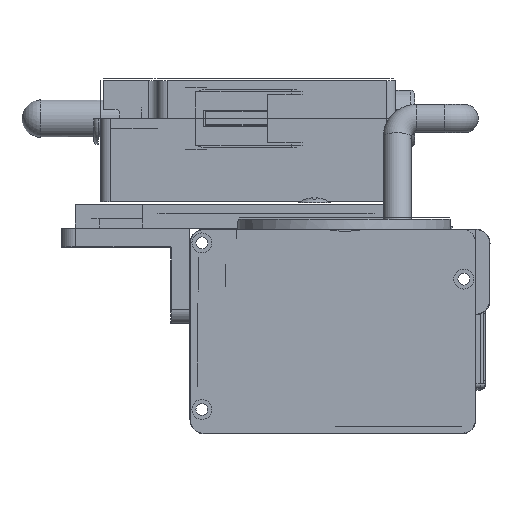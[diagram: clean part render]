
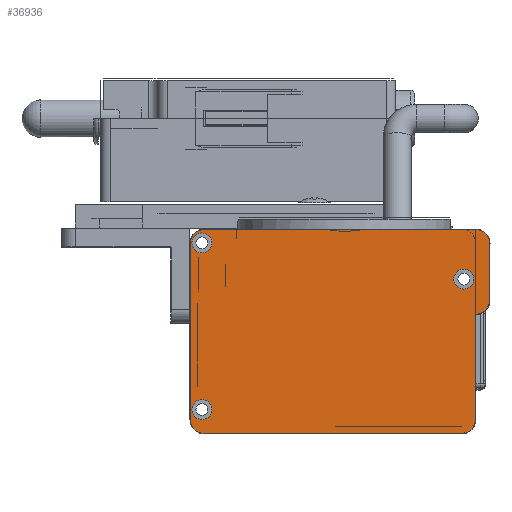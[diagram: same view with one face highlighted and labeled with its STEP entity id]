
A CAD part, front view. The second image highlights one B-rep face of the part: STEP entity #36936.
In plain terms, the highlighted planar face has unit normal (0, -1, 0).
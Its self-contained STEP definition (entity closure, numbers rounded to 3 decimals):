
#821=FACE_BOUND('',#5422,.T.);
#822=FACE_BOUND('',#5423,.T.);
#823=FACE_BOUND('',#5424,.T.);
#2055=PLANE('',#39278);
#3641=FACE_OUTER_BOUND('',#5421,.T.);
#5421=EDGE_LOOP('',(#33515,#33516,#33517,#33518,#33519,#33520,#33521,#33522,
#33523,#33524));
#5422=EDGE_LOOP('',(#33525));
#5423=EDGE_LOOP('',(#33526));
#5424=EDGE_LOOP('',(#33527));
#6302=CIRCLE('',#39279,2.9);
#6303=CIRCLE('',#39280,2.9);
#6304=CIRCLE('',#39281,2.9);
#6305=CIRCLE('',#39282,2.9);
#6306=CIRCLE('',#39283,2.9);
#6307=CIRCLE('',#39284,2.1);
#6308=CIRCLE('',#39285,2.1);
#6309=CIRCLE('',#39286,2.1);
#10202=LINE('',#59681,#14687);
#10203=LINE('',#59685,#14688);
#10204=LINE('',#59689,#14689);
#10205=LINE('',#59693,#14690);
#10206=LINE('',#59696,#14691);
#14687=VECTOR('',#47493,12.);
#14688=VECTOR('',#47496,57.);
#14689=VECTOR('',#47499,37.);
#14690=VECTOR('',#47502,54.);
#14691=VECTOR('',#47505,22.102);
#18443=VERTEX_POINT('',#59677);
#18444=VERTEX_POINT('',#59678);
#18445=VERTEX_POINT('',#59680);
#18446=VERTEX_POINT('',#59682);
#18447=VERTEX_POINT('',#59684);
#18448=VERTEX_POINT('',#59686);
#18449=VERTEX_POINT('',#59688);
#18450=VERTEX_POINT('',#59690);
#18451=VERTEX_POINT('',#59692);
#18452=VERTEX_POINT('',#59694);
#18453=VERTEX_POINT('',#59697);
#18454=VERTEX_POINT('',#59699);
#18455=VERTEX_POINT('',#59701);
#23976=EDGE_CURVE('',#18443,#18444,#6302,.T.);
#23977=EDGE_CURVE('',#18444,#18445,#10202,.T.);
#23978=EDGE_CURVE('',#18445,#18446,#6303,.T.);
#23979=EDGE_CURVE('',#18446,#18447,#10203,.T.);
#23980=EDGE_CURVE('',#18447,#18448,#6304,.T.);
#23981=EDGE_CURVE('',#18448,#18449,#10204,.T.);
#23982=EDGE_CURVE('',#18449,#18450,#6305,.T.);
#23983=EDGE_CURVE('',#18450,#18451,#10205,.T.);
#23984=EDGE_CURVE('',#18451,#18452,#6306,.T.);
#23985=EDGE_CURVE('',#18452,#18443,#10206,.T.);
#23986=EDGE_CURVE('',#18453,#18453,#6307,.T.);
#23987=EDGE_CURVE('',#18454,#18454,#6308,.T.);
#23988=EDGE_CURVE('',#18455,#18455,#6309,.T.);
#33515=ORIENTED_EDGE('',*,*,#23976,.T.);
#33516=ORIENTED_EDGE('',*,*,#23977,.T.);
#33517=ORIENTED_EDGE('',*,*,#23978,.T.);
#33518=ORIENTED_EDGE('',*,*,#23979,.T.);
#33519=ORIENTED_EDGE('',*,*,#23980,.T.);
#33520=ORIENTED_EDGE('',*,*,#23981,.T.);
#33521=ORIENTED_EDGE('',*,*,#23982,.T.);
#33522=ORIENTED_EDGE('',*,*,#23983,.T.);
#33523=ORIENTED_EDGE('',*,*,#23984,.T.);
#33524=ORIENTED_EDGE('',*,*,#23985,.T.);
#33525=ORIENTED_EDGE('',*,*,#23986,.F.);
#33526=ORIENTED_EDGE('',*,*,#23987,.F.);
#33527=ORIENTED_EDGE('',*,*,#23988,.F.);
#36936=ADVANCED_FACE('',(#3641,#821,#822,#823),#2055,.F.);
#39278=AXIS2_PLACEMENT_3D('',#59676,#47489,#47490);
#39279=AXIS2_PLACEMENT_3D('',#59679,#47491,#47492);
#39280=AXIS2_PLACEMENT_3D('',#59683,#47494,#47495);
#39281=AXIS2_PLACEMENT_3D('',#59687,#47497,#47498);
#39282=AXIS2_PLACEMENT_3D('',#59691,#47500,#47501);
#39283=AXIS2_PLACEMENT_3D('',#59695,#47503,#47504);
#39284=AXIS2_PLACEMENT_3D('',#59698,#47506,#47507);
#39285=AXIS2_PLACEMENT_3D('',#59700,#47508,#47509);
#39286=AXIS2_PLACEMENT_3D('',#59702,#47510,#47511);
#47489=DIRECTION('center_axis',(0.,1.,0.));
#47490=DIRECTION('ref_axis',(-1.,0.,0.));
#47491=DIRECTION('center_axis',(0.,-1.,0.));
#47492=DIRECTION('ref_axis',(0.707,0.,-0.707));
#47493=DIRECTION('',(0.,0.,1.));
#47494=DIRECTION('center_axis',(0.,-1.,0.));
#47495=DIRECTION('ref_axis',(0.707,0.,0.707));
#47496=DIRECTION('',(-1.,0.,0.));
#47497=DIRECTION('center_axis',(0.,-1.,0.));
#47498=DIRECTION('ref_axis',(-0.707,0.,0.707));
#47499=DIRECTION('',(0.,0.,-1.));
#47500=DIRECTION('center_axis',(0.,-1.,0.));
#47501=DIRECTION('ref_axis',(-0.707,0.,-0.707));
#47502=DIRECTION('',(1.,0.,0.));
#47503=DIRECTION('center_axis',(0.,-1.,0.));
#47504=DIRECTION('ref_axis',(0.707,0.,-0.707));
#47505=DIRECTION('',(0.,0.,1.));
#47506=DIRECTION('center_axis',(0.,-1.,0.));
#47507=DIRECTION('ref_axis',(-1.,0.,0.));
#47508=DIRECTION('center_axis',(0.,-1.,0.));
#47509=DIRECTION('ref_axis',(-1.,0.,0.));
#47510=DIRECTION('center_axis',(0.,-1.,0.));
#47511=DIRECTION('ref_axis',(-1.,0.,0.));
#59676=CARTESIAN_POINT('Origin',(-0.1,-52.,20.4));
#59677=CARTESIAN_POINT('',(29.8,-52.,24.002));
#59678=CARTESIAN_POINT('',(32.8,-52.,26.9));
#59679=CARTESIAN_POINT('Origin',(29.9,-52.,26.9));
#59680=CARTESIAN_POINT('',(32.8,-52.,38.9));
#59681=CARTESIAN_POINT('',(32.8,-52.,22.15));
#59682=CARTESIAN_POINT('',(29.9,-52.,41.8));
#59683=CARTESIAN_POINT('Origin',(29.9,-52.,38.9));
#59684=CARTESIAN_POINT('',(-27.1,-52.,41.8));
#59685=CARTESIAN_POINT('',(-15.1,-52.,41.8));
#59686=CARTESIAN_POINT('',(-30.,-52.,38.9));
#59687=CARTESIAN_POINT('Origin',(-27.1,-52.,38.9));
#59688=CARTESIAN_POINT('',(-30.,-52.,1.9));
#59689=CARTESIAN_POINT('',(-30.,-52.,9.65));
#59690=CARTESIAN_POINT('',(-27.1,-52.,-1.));
#59691=CARTESIAN_POINT('Origin',(-27.1,-52.,1.9));
#59692=CARTESIAN_POINT('',(26.9,-52.,-1.));
#59693=CARTESIAN_POINT('',(14.9,-52.,-1.));
#59694=CARTESIAN_POINT('',(29.8,-52.,1.9));
#59695=CARTESIAN_POINT('Origin',(26.9,-52.,1.9));
#59696=CARTESIAN_POINT('',(29.8,-52.,31.15));
#59697=CARTESIAN_POINT('',(-29.7,-52.,4.));
#59698=CARTESIAN_POINT('Origin',(-27.6,-52.,4.));
#59699=CARTESIAN_POINT('',(25.3,-52.,31.4));
#59700=CARTESIAN_POINT('Origin',(27.4,-52.,31.4));
#59701=CARTESIAN_POINT('',(-29.7,-52.,39.));
#59702=CARTESIAN_POINT('Origin',(-27.6,-52.,39.));
